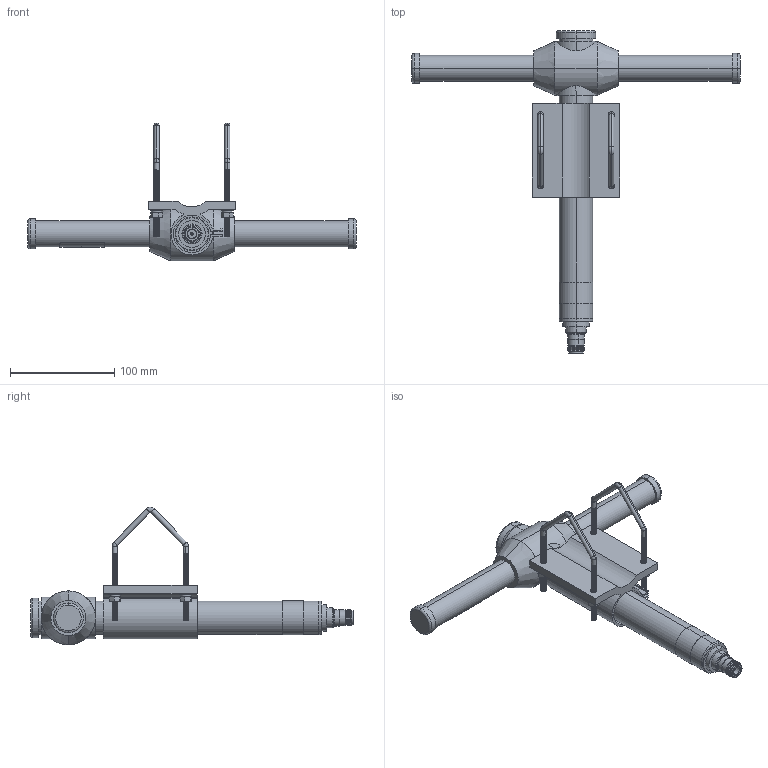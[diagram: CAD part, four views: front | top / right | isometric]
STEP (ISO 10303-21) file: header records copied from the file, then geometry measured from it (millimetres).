
FILE_DESCRIPTION (( 'STEP AP214' ), '1' );
FILE_NAME ('FMANED1015_3D.STEP', '2022-05-05T19:17:13', ( '' ), ( '' ), 'SwSTEP 2.0', 'SolidWorks 2021', '' );
FILE_SCHEMA (( 'AUTOMOTIVE_DESIGN' ));
Length unit declared in the file: inch
Products named in the file (10): SP0100533_M6 LockWasher; FMANED1015_3D; ANF-1406_CENTERPIN; LCANED1015; SDBZL_BOLT; SP0100533_M6 FlatWasher; SDBZL_MOUNT; ANF-1406; ANF-1406_BODY; NHM6.SS-1_91828A251
Assembly tree (19 placements, depth 3):
  FMANED1015_3D
    LCANED1015
    SDBZL_MOUNT
    SDBZL_BOLT  x2
    SP0100533_M6 LockWasher  x4
    SP0100533_M6 FlatWasher  x4
    NHM6.SS-1_91828A251  x4
    ANF-1406
      ANF-1406_BODY
      ANF-1406_CENTERPIN
Bounding box: 315 x 309.7 x 132.37 mm (x, y, z)
Volume: 559194.7 mm3; surface area: 115688.1 mm2
Topology: 18 solids, 18 shells, 1521 faces, 4101 edges, 2682 vertices
Faces by surface type: cylinder 788, bspline 438, plane 141, cone 136, torus 18
Entity records: 75067 total; most frequent: CARTESIAN_POINT 47794, ORIENTED_EDGE 5342, EDGE_CURVE 2671, DIRECTION 2552, VERTEX_POINT 1750, B_SPLINE_CURVE_WITH_KNOTS 1165, EDGE_LOOP 1099, FACE_OUTER_BOUND 1007
